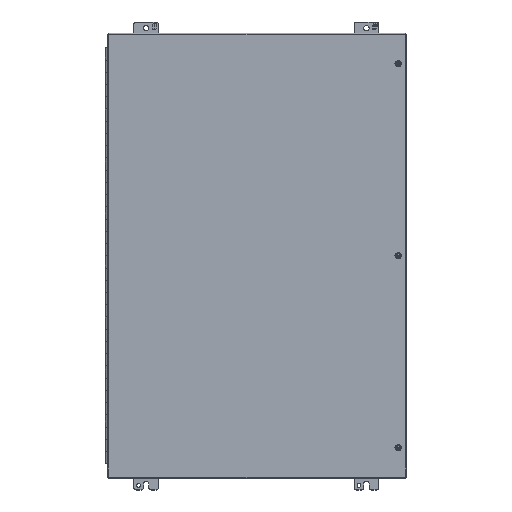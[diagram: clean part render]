
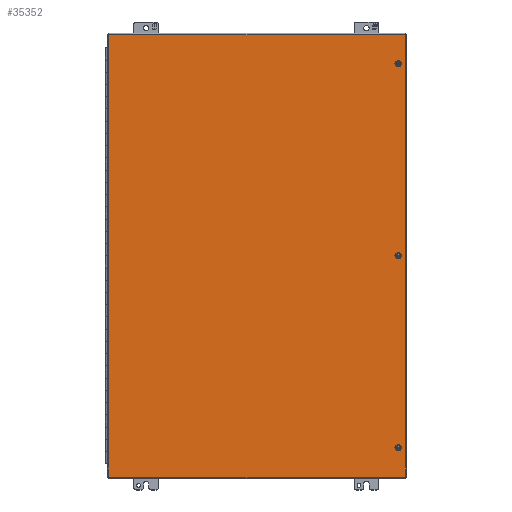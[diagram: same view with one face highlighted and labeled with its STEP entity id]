
A CAD part, top view. The second image highlights one B-rep face of the part: STEP entity #35352.
In plain terms, the highlighted planar face has unit normal (0, 0, 1).
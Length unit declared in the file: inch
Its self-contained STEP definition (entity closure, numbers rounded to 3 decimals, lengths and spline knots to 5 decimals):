
#135 = ORIENTED_EDGE ( 'NONE', *, *, #565, .T. ) ;
#565 = EDGE_CURVE ( 'NONE', #14898, #7419, #4585, .T. ) ;
#2141 = EDGE_LOOP ( 'NONE', ( #21176, #30170 ) ) ;
#2223 = AXIS2_PLACEMENT_3D ( 'NONE', #25216, #19803, #3347 ) ;
#2452 = DIRECTION ( 'NONE',  ( 0., 0., -1. ) ) ;
#2552 = LINE ( 'NONE', #22136, #30927 ) ;
#3147 = CARTESIAN_POINT ( 'NONE',  ( 11.58998, -15.8195, 9.172 ) ) ;
#3305 = VECTOR ( 'NONE', #14620, 39.37008 ) ;
#3347 = DIRECTION ( 'NONE',  ( 0., -1., 0. ) ) ;
#3413 = DIRECTION ( 'NONE',  ( 1., 0., 0. ) ) ;
#3559 = DIRECTION ( 'NONE',  ( 0., 0., -1. ) ) ;
#3883 = CIRCLE ( 'NONE', #23378, 0.133 ) ;
#4141 = VERTEX_POINT ( 'NONE', #30824 ) ;
#4539 = EDGE_CURVE ( 'NONE', #4141, #29733, #3883, .T. ) ;
#4585 = CIRCLE ( 'NONE', #13324, 0.133 ) ;
#5241 = DIRECTION ( 'NONE',  ( 0., -1., 0. ) ) ;
#5656 = CARTESIAN_POINT ( 'NONE',  ( 11.58998, 15.8195, 9.172 ) ) ;
#6010 = PLANE ( 'NONE',  #2223 ) ;
#6615 = CARTESIAN_POINT ( 'NONE',  ( -12.05202, -18.0795, 9.172 ) ) ;
#7410 = CARTESIAN_POINT ( 'NONE',  ( 11.58998, -15.6865, 9.172 ) ) ;
#7419 = VERTEX_POINT ( 'NONE', #13710 ) ;
#7589 = AXIS2_PLACEMENT_3D ( 'NONE', #7737, #27051, #26819 ) ;
#7737 = CARTESIAN_POINT ( 'NONE',  ( 11.58998, -15.6865, 9.172 ) ) ;
#8146 = EDGE_CURVE ( 'NONE', #17916, #9145, #2552, .T. ) ;
#8840 = CARTESIAN_POINT ( 'NONE',  ( -12.05202, -18.0795, 9.172 ) ) ;
#9145 = VERTEX_POINT ( 'NONE', #24462 ) ;
#9221 = CARTESIAN_POINT ( 'NONE',  ( 11.58998, -15.5535, 9.172 ) ) ;
#9495 = CARTESIAN_POINT ( 'NONE',  ( 11.58998, 0., 9.172 ) ) ;
#10223 = EDGE_LOOP ( 'NONE', ( #15304, #14118, #26425, #16442 ) ) ;
#10259 = LINE ( 'NONE', #8840, #33465 ) ;
#11317 = DIRECTION ( 'NONE',  ( 0., 1., 0. ) ) ;
#11923 = EDGE_CURVE ( 'NONE', #19953, #17916, #10259, .T. ) ;
#12062 = CARTESIAN_POINT ( 'NONE',  ( -12.05202, 18.0795, 9.172 ) ) ;
#12178 = DIRECTION ( 'NONE',  ( -1., 0., 0. ) ) ;
#13324 = AXIS2_PLACEMENT_3D ( 'NONE', #23028, #26021, #31779 ) ;
#13388 = EDGE_CURVE ( 'NONE', #23205, #19953, #23510, .T. ) ;
#13613 = CARTESIAN_POINT ( 'NONE',  ( -12.05202, 18.0795, 9.172 ) ) ;
#13710 = CARTESIAN_POINT ( 'NONE',  ( 11.58998, 15.5535, 9.172 ) ) ;
#14118 = ORIENTED_EDGE ( 'NONE', *, *, #16566, .T. ) ;
#14525 = ORIENTED_EDGE ( 'NONE', *, *, #21359, .T. ) ;
#14620 = DIRECTION ( 'NONE',  ( 0., -1., 0. ) ) ;
#14898 = VERTEX_POINT ( 'NONE', #5656 ) ;
#14998 = ORIENTED_EDGE ( 'NONE', *, *, #33311, .T. ) ;
#15304 = ORIENTED_EDGE ( 'NONE', *, *, #8146, .T. ) ;
#15377 = CIRCLE ( 'NONE', #28874, 0.133 ) ;
#15777 = CARTESIAN_POINT ( 'NONE',  ( 11.58998, 15.6865, 9.172 ) ) ;
#16442 = ORIENTED_EDGE ( 'NONE', *, *, #11923, .T. ) ;
#16566 = EDGE_CURVE ( 'NONE', #9145, #23205, #25409, .T. ) ;
#17234 = EDGE_CURVE ( 'NONE', #29733, #4141, #25764, .T. ) ;
#17535 = AXIS2_PLACEMENT_3D ( 'NONE', #15777, #2452, #5241 ) ;
#17916 = VERTEX_POINT ( 'NONE', #18458 ) ;
#18449 = EDGE_LOOP ( 'NONE', ( #24456, #135 ) ) ;
#18458 = CARTESIAN_POINT ( 'NONE',  ( 12.16998, -18.0795, 9.172 ) ) ;
#18540 = CIRCLE ( 'NONE', #17535, 0.133 ) ;
#18565 = DIRECTION ( 'NONE',  ( 0., -1., 0. ) ) ;
#18696 = FACE_OUTER_BOUND ( 'NONE', #10223, .T. ) ;
#19803 = DIRECTION ( 'NONE',  ( 0., 0., 1. ) ) ;
#19903 = CARTESIAN_POINT ( 'NONE',  ( 11.58998, 0., 9.172 ) ) ;
#19953 = VERTEX_POINT ( 'NONE', #32040 ) ;
#21176 = ORIENTED_EDGE ( 'NONE', *, *, #17234, .T. ) ;
#21299 = CARTESIAN_POINT ( 'NONE',  ( 11.58998, -0.133, 9.172 ) ) ;
#21359 = EDGE_CURVE ( 'NONE', #25747, #30642, #23708, .T. ) ;
#22136 = CARTESIAN_POINT ( 'NONE',  ( 12.16998, -18.0795, 9.172 ) ) ;
#22169 = EDGE_LOOP ( 'NONE', ( #14525, #14998 ) ) ;
#22779 = DIRECTION ( 'NONE',  ( 0., -1., 0. ) ) ;
#23028 = CARTESIAN_POINT ( 'NONE',  ( 11.58998, 15.6865, 9.172 ) ) ;
#23205 = VERTEX_POINT ( 'NONE', #13613 ) ;
#23378 = AXIS2_PLACEMENT_3D ( 'NONE', #19903, #3559, #22779 ) ;
#23510 = LINE ( 'NONE', #6615, #3305 ) ;
#23708 = CIRCLE ( 'NONE', #7589, 0.133 ) ;
#24456 = ORIENTED_EDGE ( 'NONE', *, *, #31771, .T. ) ;
#24462 = CARTESIAN_POINT ( 'NONE',  ( 12.16998, 18.0795, 9.172 ) ) ;
#25216 = CARTESIAN_POINT ( 'NONE',  ( -12.05202, -18.0795, 9.172 ) ) ;
#25409 = LINE ( 'NONE', #12062, #26260 ) ;
#25747 = VERTEX_POINT ( 'NONE', #3147 ) ;
#25764 = CIRCLE ( 'NONE', #33934, 0.133 ) ;
#25995 = FACE_BOUND ( 'NONE', #22169, .T. ) ;
#26021 = DIRECTION ( 'NONE',  ( 0., 0., -1. ) ) ;
#26260 = VECTOR ( 'NONE', #12178, 39.37008 ) ;
#26425 = ORIENTED_EDGE ( 'NONE', *, *, #13388, .T. ) ;
#26819 = DIRECTION ( 'NONE',  ( 0., -1., 0. ) ) ;
#27051 = DIRECTION ( 'NONE',  ( 0., 0., -1. ) ) ;
#28731 = DIRECTION ( 'NONE',  ( 0., 0., -1. ) ) ;
#28874 = AXIS2_PLACEMENT_3D ( 'NONE', #7410, #35266, #18565 ) ;
#29733 = VERTEX_POINT ( 'NONE', #21299 ) ;
#30170 = ORIENTED_EDGE ( 'NONE', *, *, #4539, .T. ) ;
#30642 = VERTEX_POINT ( 'NONE', #9221 ) ;
#30824 = CARTESIAN_POINT ( 'NONE',  ( 11.58998, 0.133, 9.172 ) ) ;
#30927 = VECTOR ( 'NONE', #11317, 39.37008 ) ;
#31483 = DIRECTION ( 'NONE',  ( 0., -1., 0. ) ) ;
#31771 = EDGE_CURVE ( 'NONE', #7419, #14898, #18540, .T. ) ;
#31779 = DIRECTION ( 'NONE',  ( 0., -1., 0. ) ) ;
#32040 = CARTESIAN_POINT ( 'NONE',  ( -12.05202, -18.0795, 9.172 ) ) ;
#32453 = FACE_BOUND ( 'NONE', #2141, .T. ) ;
#33304 = FACE_BOUND ( 'NONE', #18449, .T. ) ;
#33311 = EDGE_CURVE ( 'NONE', #30642, #25747, #15377, .T. ) ;
#33465 = VECTOR ( 'NONE', #3413, 39.37008 ) ;
#33934 = AXIS2_PLACEMENT_3D ( 'NONE', #9495, #28731, #31483 ) ;
#35266 = DIRECTION ( 'NONE',  ( 0., 0., -1. ) ) ;
#35352 = ADVANCED_FACE ( 'NONE', ( #18696, #33304, #25995, #32453 ), #6010, .T. ) ;
